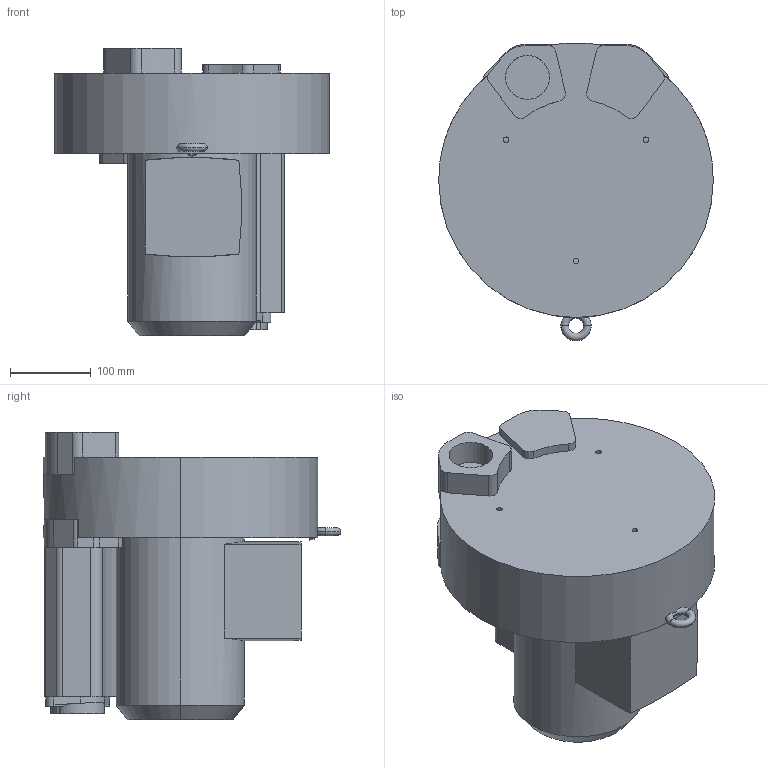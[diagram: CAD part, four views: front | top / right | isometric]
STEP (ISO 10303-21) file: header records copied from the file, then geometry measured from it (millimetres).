
FILE_DESCRIPTION((''),'2;1');
FILE_NAME('2RB510-1BP06','2026-01-21T',('Administrator'),(''),'PRO/ENGINEER BY PARAMETRIC TECHNOLOGY CORPORATION, 2007090','PRO/ENGINEER BY PARAMETRIC TECHNOLOGY CORPORATION, 2007090','');
FILE_SCHEMA(('AUTOMOTIVE_DESIGN_CC2 { 1 2 10303 214 -1 1 5 2 }'));
Length unit declared in the file: millimetre
Products named in the file (1): 2RB510-1BP06
Bounding box: 340 x 368.7 x 355.4 mm (x, y, z)
Volume: 16505042.6 mm3; surface area: 537519.1 mm2
Topology: 1 solids, 1 shells, 123 faces, 335 edges, 224 vertices
Faces by surface type: plane 58, cylinder 57, cone 4, torus 4
Entity records: 4107 total; most frequent: CARTESIAN_POINT 846, DIRECTION 711, ORIENTED_EDGE 670, EDGE_CURVE 335, AXIS2_PLACEMENT_3D 269, VERTEX_POINT 224, VECTOR 173, LINE 173
